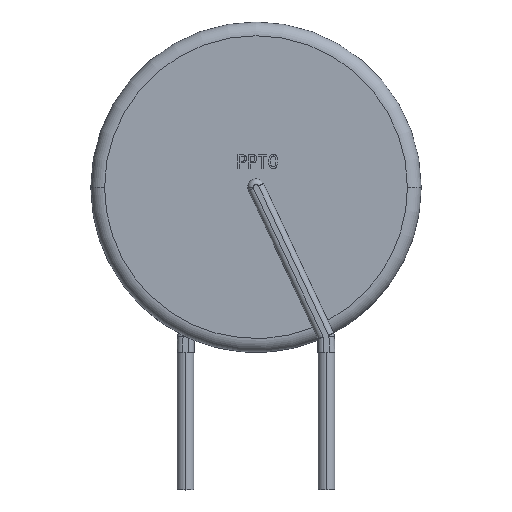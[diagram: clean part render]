
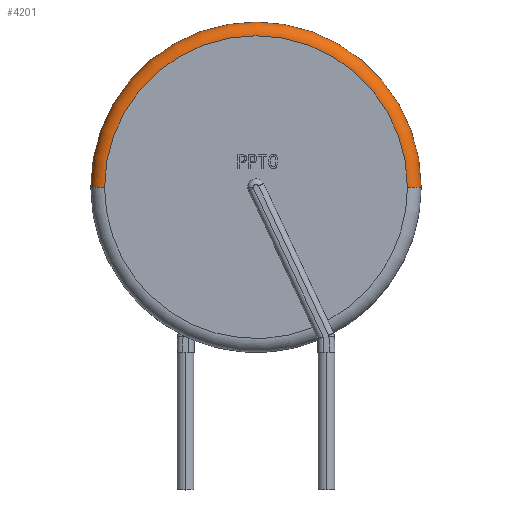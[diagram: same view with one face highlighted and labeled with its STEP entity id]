
A CAD part, top view. The second image highlights one B-rep face of the part: STEP entity #4201.
In plain terms, the highlighted toroidal (fillet/blend) face has major radius 5.5 mm and minor radius 0.5 mm.
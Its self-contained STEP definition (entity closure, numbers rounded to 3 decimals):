
#26 = AXIS2_PLACEMENT_3D ( 'NONE', #3066, #4853, #802 ) ;
#311 = VERTEX_POINT ( 'NONE', #5450 ) ;
#312 = AXIS2_PLACEMENT_3D ( 'NONE', #2388, #4173, #4664 ) ;
#699 = ORIENTED_EDGE ( 'NONE', *, *, #1000, .F. ) ;
#705 = VERTEX_POINT ( 'NONE', #4884 ) ;
#802 = DIRECTION ( 'NONE',  ( 1., 0., 0. ) ) ;
#1000 = EDGE_CURVE ( 'NONE', #311, #3623, #5801, .T. ) ;
#1219 = DIRECTION ( 'NONE',  ( 0., -1., 0. ) ) ;
#1341 = CARTESIAN_POINT ( 'NONE',  ( 5.5, 0., 0.4 ) ) ;
#1368 = CIRCLE ( 'NONE', #3165, 5.5 ) ;
#1438 = DIRECTION ( 'NONE',  ( 1., 0., 0. ) ) ;
#1713 = ORIENTED_EDGE ( 'NONE', *, *, #3395, .T. ) ;
#2224 = ORIENTED_EDGE ( 'NONE', *, *, #3333, .F. ) ;
#2359 = DIRECTION ( 'NONE',  ( 0., 0., -1. ) ) ;
#2388 = CARTESIAN_POINT ( 'NONE',  ( -5.5, 0., 0.4 ) ) ;
#2664 = FACE_OUTER_BOUND ( 'NONE', #5146, .T. ) ;
#2958 = VERTEX_POINT ( 'NONE', #5387 ) ;
#3066 = CARTESIAN_POINT ( 'NONE',  ( 0., 0., 0.4 ) ) ;
#3155 = CARTESIAN_POINT ( 'NONE',  ( 0., 0., 0.9 ) ) ;
#3165 = AXIS2_PLACEMENT_3D ( 'NONE', #3155, #4643, #4612 ) ;
#3319 = DIRECTION ( 'NONE',  ( 0., 0., -1. ) ) ;
#3333 = EDGE_CURVE ( 'NONE', #3623, #2958, #4681, .T. ) ;
#3395 = EDGE_CURVE ( 'NONE', #311, #705, #4752, .T. ) ;
#3623 = VERTEX_POINT ( 'NONE', #4386 ) ;
#4173 = DIRECTION ( 'NONE',  ( 0., 1., 0. ) ) ;
#4201 = ADVANCED_FACE ( 'NONE', ( #2664 ), #5129, .T. ) ;
#4286 = EDGE_CURVE ( 'NONE', #2958, #705, #1368, .T. ) ;
#4386 = CARTESIAN_POINT ( 'NONE',  ( 6., 0., 0.4 ) ) ;
#4589 = AXIS2_PLACEMENT_3D ( 'NONE', #1341, #1219, #2359 ) ;
#4612 = DIRECTION ( 'NONE',  ( 1., 0., 0. ) ) ;
#4643 = DIRECTION ( 'NONE',  ( 0., 0., 1. ) ) ;
#4664 = DIRECTION ( 'NONE',  ( -1., 0., 0. ) ) ;
#4681 = CIRCLE ( 'NONE', #4589, 0.5 ) ;
#4752 = CIRCLE ( 'NONE', #312, 0.5 ) ;
#4853 = DIRECTION ( 'NONE',  ( 0., 0., 1. ) ) ;
#4884 = CARTESIAN_POINT ( 'NONE',  ( -5.5, 0., 0.9 ) ) ;
#5118 = ORIENTED_EDGE ( 'NONE', *, *, #4286, .F. ) ;
#5129 = TOROIDAL_SURFACE ( 'NONE', #26, 5.5, 0.5 ) ;
#5146 = EDGE_LOOP ( 'NONE', ( #699, #1713, #5118, #2224 ) ) ;
#5387 = CARTESIAN_POINT ( 'NONE',  ( 5.5, 0., 0.9 ) ) ;
#5450 = CARTESIAN_POINT ( 'NONE',  ( -6., 0., 0.4 ) ) ;
#5494 = CARTESIAN_POINT ( 'NONE',  ( 0., 0., 0.4 ) ) ;
#5508 = AXIS2_PLACEMENT_3D ( 'NONE', #5494, #3319, #1438 ) ;
#5801 = CIRCLE ( 'NONE', #5508, 6. ) ;
